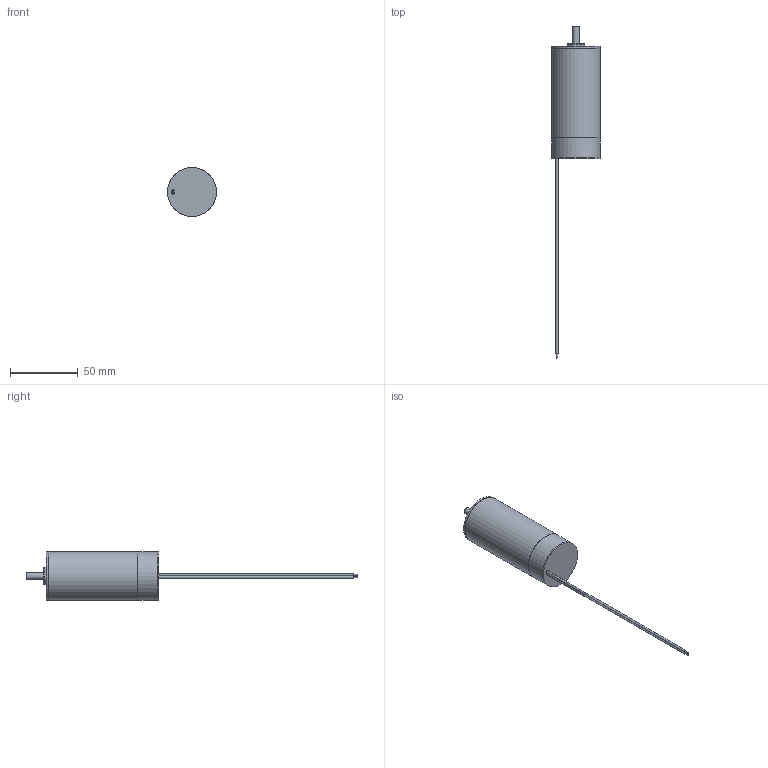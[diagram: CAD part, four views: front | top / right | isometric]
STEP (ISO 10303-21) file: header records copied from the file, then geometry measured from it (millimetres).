
FILE_DESCRIPTION (( 'STEP AP203' ), '1' );
FILE_NAME ('ECD3683 3D芞.STEP', '2025-12-03T10:04:07', ( 'Windows 蚚誧' ), ( 'Organization' ), 'SwSTEP 2.0', 'SolidWorks 2020', '' );
FILE_SCHEMA (( 'CONFIG_CONTROL_DESIGN' ));
Length unit declared in the file: millimetre
Products named in the file (9): 01.02.0018 綴傷裔; 01.01.0022 ヶ傷裔; 01.14.0126 傷赽盄; 01.07.0015 儂褲; 01.10.0021 粣; ECD3683 3Dͼ; 01.06.0006 粣創; 05.01.0019 VS-MD-33T驱动板; 01.02.0115 綴傷裔
Assembly tree (9 placements, depth 2):
  ECD3683 3Dͼ
    01.07.0015 儂褲
    01.01.0022 ヶ傷裔
    01.02.0115 綴傷裔
    01.02.0018 綴傷裔
    01.06.0006 粣創  x2
    01.10.0021 粣
    05.01.0019 VS-MD-33T驱动板
    01.14.0126 傷赽盄
Bounding box: 36 x 244.92 x 36 mm (x, y, z)
Volume: 24323.7 mm3; surface area: 32999.1 mm2
Topology: 10 solids, 10 shells, 392 faces, 1144 edges, 771 vertices
Faces by surface type: plane 139, sphere 120, cylinder 72, torus 53, cone 8
Full cylindrical faces by diameter (mm): 1 x4, 1.6 x5, 2.5 x6, 5 x3, 7.35 x4, 8.096 x4, 8.903 x2, 9 x2, 10.146 x2, 11.7 x8, 13 x5, 29 x1, 31.5 x1, 33 x2, 33.5 x3, 33.6 x1, 33.8 x2, 34 x2, 34.1 x1, 34.3 x1, 36 x4
Entity records: 10357 total; most frequent: CARTESIAN_POINT 2819, DIRECTION 1348, ORIENTED_EDGE 1278, EDGE_CURVE 639, AXIS2_PLACEMENT_3D 613, VERTEX_POINT 468, EDGE_LOOP 457, CIRCLE 333
